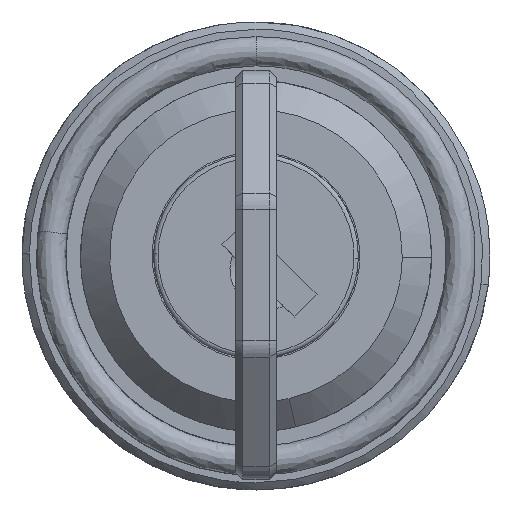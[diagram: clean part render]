
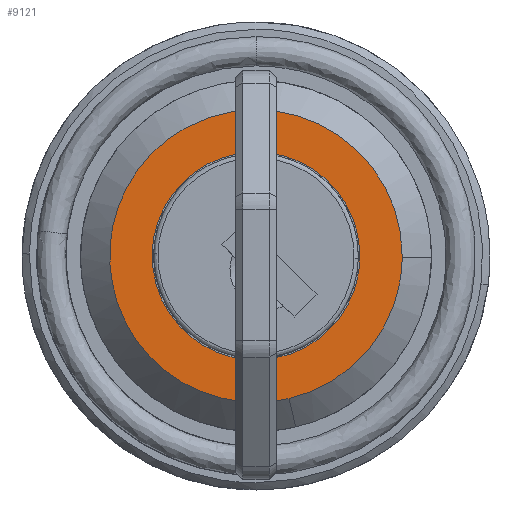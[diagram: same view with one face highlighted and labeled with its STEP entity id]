
A CAD part, front view. The second image highlights one B-rep face of the part: STEP entity #9121.
In plain terms, the highlighted free-form (B-spline) face has degree [1, 1] with [2, 2] control points.
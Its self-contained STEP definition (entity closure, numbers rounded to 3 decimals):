
#6446=CARTESIAN_POINT('',(0.,-7.05,-0.838));
#6447=VERTEX_POINT('',#6446);
#6453=CARTESIAN_POINT('',(0.0,0.,7.1));
#6454=VERTEX_POINT('',#6453);
#6455=CARTESIAN_POINT('',(0.,-7.05,-0.838));
#6456=CARTESIAN_POINT('',(0.0,-7.1,-0.42));
#6457=CARTESIAN_POINT('',(0.0,-7.1,0.));
#6458=CARTESIAN_POINT('',(0.0,-7.1,7.1));
#6459=CARTESIAN_POINT('',(0.0,0.,7.1));
#6467=(BOUNDED_CURVE()B_SPLINE_CURVE(2,(#6455,#6456,#6457,#6458,#6459),.UNSPECIFIED.,.F.,.U.)B_SPLINE_CURVE_WITH_KNOTS((3,2,3),(0.23,0.25,0.5),.UNSPECIFIED.)CURVE()GEOMETRIC_REPRESENTATION_ITEM()RATIONAL_B_SPLINE_CURVE((0.956,0.976,1.0,0.707,1.0))REPRESENTATION_ITEM(''));
#6468=EDGE_CURVE('',#6447,#6454,#6467,.T.);
#6470=CARTESIAN_POINT('',(0.,7.087,0.433));
#6471=VERTEX_POINT('',#6470);
#6472=CARTESIAN_POINT('',(0.0,0.,7.1));
#6473=CARTESIAN_POINT('',(0.0,6.679,7.1));
#6474=CARTESIAN_POINT('',(0.,7.087,0.433));
#6482=(BOUNDED_CURVE()B_SPLINE_CURVE(2,(#6472,#6473,#6474),.UNSPECIFIED.,.F.,.U.)B_SPLINE_CURVE_WITH_KNOTS((3,3),(0.5,0.739),.UNSPECIFIED.)CURVE()GEOMETRIC_REPRESENTATION_ITEM()RATIONAL_B_SPLINE_CURVE((1.0,0.72,0.976))REPRESENTATION_ITEM(''));
#6483=EDGE_CURVE('',#6454,#6471,#6482,.T.);
#6557=CARTESIAN_POINT('',(0.0,0.,-7.1));
#6558=VERTEX_POINT('',#6557);
#6559=CARTESIAN_POINT('',(0.,7.087,0.433));
#6560=CARTESIAN_POINT('',(0.0,7.1,0.217));
#6561=CARTESIAN_POINT('',(0.0,7.1,0.));
#6562=CARTESIAN_POINT('',(0.0,7.1,-7.1));
#6563=CARTESIAN_POINT('',(0.0,0.,-7.1));
#6571=(BOUNDED_CURVE()B_SPLINE_CURVE(2,(#6559,#6560,#6561,#6562,#6563),.UNSPECIFIED.,.F.,.U.)B_SPLINE_CURVE_WITH_KNOTS((3,2,3),(0.739,0.75,1.0),.UNSPECIFIED.)CURVE()GEOMETRIC_REPRESENTATION_ITEM()RATIONAL_B_SPLINE_CURVE((0.976,0.988,1.0,0.707,1.0))REPRESENTATION_ITEM(''));
#6572=EDGE_CURVE('',#6471,#6558,#6571,.T.);
#6574=CARTESIAN_POINT('',(0.0,0.,-7.1));
#6575=CARTESIAN_POINT('',(0.0,-6.306,-7.1));
#6576=CARTESIAN_POINT('',(0.,-7.05,-0.838));
#6584=(BOUNDED_CURVE()B_SPLINE_CURVE(2,(#6574,#6575,#6576),.UNSPECIFIED.,.F.,.U.)B_SPLINE_CURVE_WITH_KNOTS((3,3),(0.0,0.23),.UNSPECIFIED.)CURVE()GEOMETRIC_REPRESENTATION_ITEM()RATIONAL_B_SPLINE_CURVE((1.0,0.731,0.956))REPRESENTATION_ITEM(''));
#6585=EDGE_CURVE('',#6558,#6447,#6584,.T.);
#6850=CARTESIAN_POINT('',(0.,-2.256,-9.742));
#6851=VERTEX_POINT('',#6850);
#6857=CARTESIAN_POINT('',(0.0,0.0,-10.));
#6858=VERTEX_POINT('',#6857);
#6859=CARTESIAN_POINT('',(0.0,0.0,-10.));
#6860=CARTESIAN_POINT('',(0.0,-1.143,-10.));
#6861=CARTESIAN_POINT('',(0.,-2.256,-9.742));
#6869=(BOUNDED_CURVE()B_SPLINE_CURVE(2,(#6859,#6860,#6861),.UNSPECIFIED.,.F.,.U.)B_SPLINE_CURVE_WITH_KNOTS((3,3),(0.0,0.039),.UNSPECIFIED.)CURVE()GEOMETRIC_REPRESENTATION_ITEM()RATIONAL_B_SPLINE_CURVE((1.0,0.955,0.924))REPRESENTATION_ITEM(''));
#6870=EDGE_CURVE('',#6858,#6851,#6869,.T.);
#6872=CARTESIAN_POINT('',(0.0,0.0,10.));
#6873=VERTEX_POINT('',#6872);
#6874=CARTESIAN_POINT('',(0.0,0.0,10.));
#6875=CARTESIAN_POINT('',(0.0,10.,10.));
#6876=CARTESIAN_POINT('',(0.0,10.0,0.));
#6877=CARTESIAN_POINT('',(0.0,10.,-10.));
#6878=CARTESIAN_POINT('',(0.0,0.0,-10.));
#6886=(BOUNDED_CURVE()B_SPLINE_CURVE(2,(#6874,#6875,#6876,#6877,#6878),.UNSPECIFIED.,.F.,.U.)B_SPLINE_CURVE_WITH_KNOTS((3,2,3),(0.5,0.75,1.0),.UNSPECIFIED.)CURVE()GEOMETRIC_REPRESENTATION_ITEM()RATIONAL_B_SPLINE_CURVE((1.0,0.707,1.0,0.707,1.0))REPRESENTATION_ITEM(''));
#6887=EDGE_CURVE('',#6873,#6858,#6886,.T.);
#6889=CARTESIAN_POINT('',(0.,-10.,-0.087));
#6890=VERTEX_POINT('',#6889);
#6891=CARTESIAN_POINT('',(0.,-10.,-0.087));
#6892=CARTESIAN_POINT('',(0.0,-10.,-0.044));
#6893=CARTESIAN_POINT('',(0.0,-10.0,0.));
#6894=CARTESIAN_POINT('',(0.0,-10.,10.));
#6895=CARTESIAN_POINT('',(0.0,0.0,10.));
#6903=(BOUNDED_CURVE()B_SPLINE_CURVE(2,(#6891,#6892,#6893,#6894,#6895),.UNSPECIFIED.,.F.,.U.)B_SPLINE_CURVE_WITH_KNOTS((3,2,3),(0.248,0.25,0.5),.UNSPECIFIED.)CURVE()GEOMETRIC_REPRESENTATION_ITEM()RATIONAL_B_SPLINE_CURVE((0.996,0.998,1.0,0.707,1.0))REPRESENTATION_ITEM(''));
#6904=EDGE_CURVE('',#6890,#6873,#6903,.T.);
#7006=CARTESIAN_POINT('',(0.,-2.256,-9.742));
#7007=CARTESIAN_POINT('',(0.0,-9.931,-7.965));
#7008=CARTESIAN_POINT('',(0.,-10.,-0.087));
#7016=(BOUNDED_CURVE()B_SPLINE_CURVE(2,(#7006,#7007,#7008),.UNSPECIFIED.,.F.,.U.)B_SPLINE_CURVE_WITH_KNOTS((3,3),(0.039,0.248),.UNSPECIFIED.)CURVE()GEOMETRIC_REPRESENTATION_ITEM()RATIONAL_B_SPLINE_CURVE((0.924,0.754,0.996))REPRESENTATION_ITEM(''));
#7017=EDGE_CURVE('',#6851,#6890,#7016,.T.);
#9104=CARTESIAN_POINT('',(0.0,10.999,10.999));
#9105=CARTESIAN_POINT('',(0.0,-10.999,10.999));
#9106=CARTESIAN_POINT('',(0.0,10.999,-10.999));
#9107=CARTESIAN_POINT('',(0.0,-10.999,-10.999));
#9108=B_SPLINE_SURFACE_WITH_KNOTS('',1,1,((#9104,#9106),(#9105,#9107)),.UNSPECIFIED.,.F.,.F.,.U.,(2,2),(2,2),(0.0,21.998),(0.0,21.998),.UNSPECIFIED.);
#9109=ORIENTED_EDGE('',*,*,#6870,.T.);
#9110=ORIENTED_EDGE('',*,*,#7017,.T.);
#9111=ORIENTED_EDGE('',*,*,#6904,.T.);
#9112=ORIENTED_EDGE('',*,*,#6887,.T.);
#9113=EDGE_LOOP('',(#9109,#9110,#9111,#9112));
#9114=FACE_OUTER_BOUND('',#9113,.T.);
#9115=ORIENTED_EDGE('',*,*,#6483,.F.);
#9116=ORIENTED_EDGE('',*,*,#6468,.F.);
#9117=ORIENTED_EDGE('',*,*,#6585,.F.);
#9118=ORIENTED_EDGE('',*,*,#6572,.F.);
#9119=EDGE_LOOP('',(#9115,#9116,#9117,#9118));
#9120=FACE_BOUND('',#9119,.T.);
#9121=ADVANCED_FACE('',(#9114,#9120),#9108,.F.);
